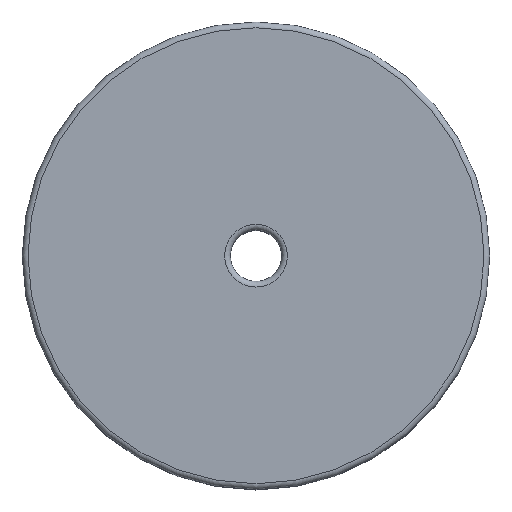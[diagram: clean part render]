
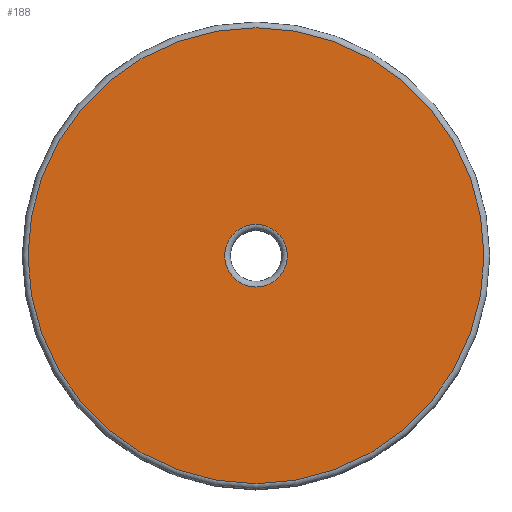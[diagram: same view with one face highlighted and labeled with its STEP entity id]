
A CAD part, top view. The second image highlights one B-rep face of the part: STEP entity #188.
In plain terms, the highlighted planar face has unit normal (0, 0, 1).
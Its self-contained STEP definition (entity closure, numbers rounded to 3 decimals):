
#13=DIRECTION('',(0.,0.,1.));
#27=DIRECTION('',(1.,0.,0.));
#30=DIRECTION('',(0.,0.,-1.));
#31=DIRECTION('',(-1.,0.,0.));
#159=VERTEX_POINT('',#160);
#160=CARTESIAN_POINT('',(16.315,0.,26.26));
#166=EDGE_CURVE('',#159,#159,#167,.T.);
#167=CIRCLE('',#168,2.725);
#168=AXIS2_PLACEMENT_3D('',#169,#13,#27);
#169=CARTESIAN_POINT('',(13.59,0.,26.26));
#177=VERTEX_POINT('',#178);
#178=CARTESIAN_POINT('',(33.41,0.,26.26));
#184=ORIENTED_EDGE('',*,*,#185,.F.);
#185=EDGE_CURVE('',#177,#177,#186,.T.);
#186=CIRCLE('',#168,19.82);
#188=ADVANCED_FACE('',(#189,#192),#194,.F.);
#189=FACE_BOUND('',#190,.F.);
#190=EDGE_LOOP('',(#191));
#191=ORIENTED_EDGE('',*,*,#166,.T.);
#192=FACE_BOUND('',#193,.F.);
#193=EDGE_LOOP('',(#184));
#194=PLANE('',#195);
#195=AXIS2_PLACEMENT_3D('',#196,#30,#31);
#196=CARTESIAN_POINT('',(33.91,0.,26.26));
